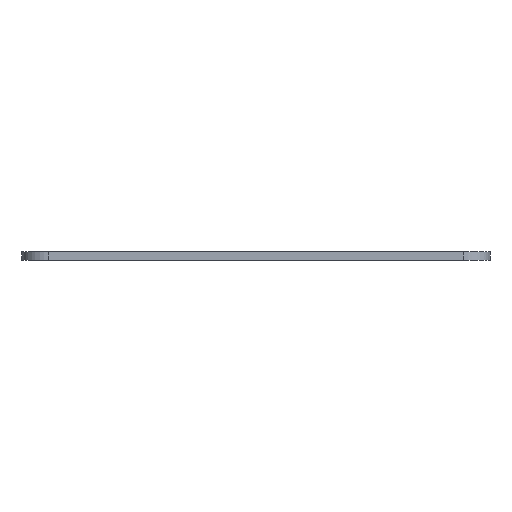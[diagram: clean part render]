
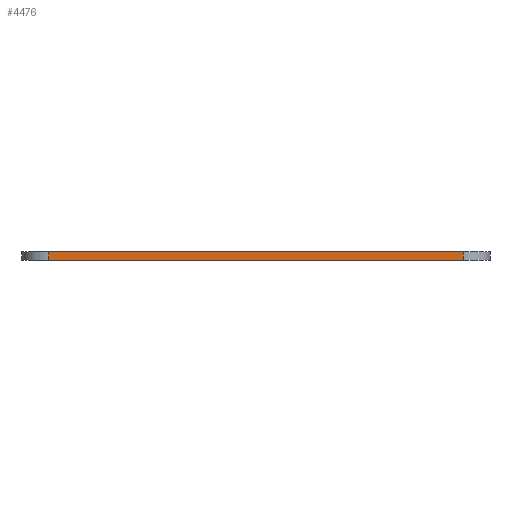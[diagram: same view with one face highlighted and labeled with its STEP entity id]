
A CAD part, front view. The second image highlights one B-rep face of the part: STEP entity #4476.
In plain terms, the highlighted planar face has unit normal (0, -1, 0).
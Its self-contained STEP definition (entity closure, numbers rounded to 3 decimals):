
#164 = VERTEX_POINT('',#165);
#165 = CARTESIAN_POINT('',(5.,-109.,0.));
#172 = EDGE_CURVE('',#173,#164,#175,.T.);
#173 = VERTEX_POINT('',#174);
#174 = CARTESIAN_POINT('',(82.,-109.,0.));
#175 = LINE('',#176,#177);
#176 = CARTESIAN_POINT('',(82.,-109.,0.));
#177 = VECTOR('',#178,1.);
#178 = DIRECTION('',(-1.,0.,0.));
#2268 = VERTEX_POINT('',#2269);
#2269 = CARTESIAN_POINT('',(5.,-109.,1.51));
#2276 = EDGE_CURVE('',#2277,#2268,#2279,.T.);
#2277 = VERTEX_POINT('',#2278);
#2278 = CARTESIAN_POINT('',(82.,-109.,1.51));
#2279 = LINE('',#2280,#2281);
#2280 = CARTESIAN_POINT('',(82.,-109.,1.51));
#2281 = VECTOR('',#2282,1.);
#2282 = DIRECTION('',(-1.,0.,0.));
#4446 = EDGE_CURVE('',#164,#2268,#4447,.T.);
#4447 = LINE('',#4448,#4449);
#4448 = CARTESIAN_POINT('',(5.,-109.,0.));
#4449 = VECTOR('',#4450,1.);
#4450 = DIRECTION('',(0.,0.,1.));
#4476 = ADVANCED_FACE('',(#4477),#4488,.T.);
#4477 = FACE_BOUND('',#4478,.T.);
#4478 = EDGE_LOOP('',(#4479,#4485,#4486,#4487));
#4479 = ORIENTED_EDGE('',*,*,#4480,.T.);
#4480 = EDGE_CURVE('',#173,#2277,#4481,.T.);
#4481 = LINE('',#4482,#4483);
#4482 = CARTESIAN_POINT('',(82.,-109.,0.));
#4483 = VECTOR('',#4484,1.);
#4484 = DIRECTION('',(0.,0.,1.));
#4485 = ORIENTED_EDGE('',*,*,#2276,.T.);
#4486 = ORIENTED_EDGE('',*,*,#4446,.F.);
#4487 = ORIENTED_EDGE('',*,*,#172,.F.);
#4488 = PLANE('',#4489);
#4489 = AXIS2_PLACEMENT_3D('',#4490,#4491,#4492);
#4490 = CARTESIAN_POINT('',(82.,-109.,0.));
#4491 = DIRECTION('',(0.,-1.,0.));
#4492 = DIRECTION('',(-1.,0.,0.));
